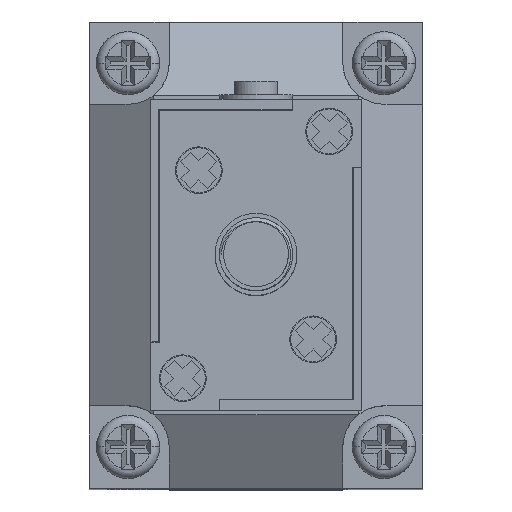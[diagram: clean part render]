
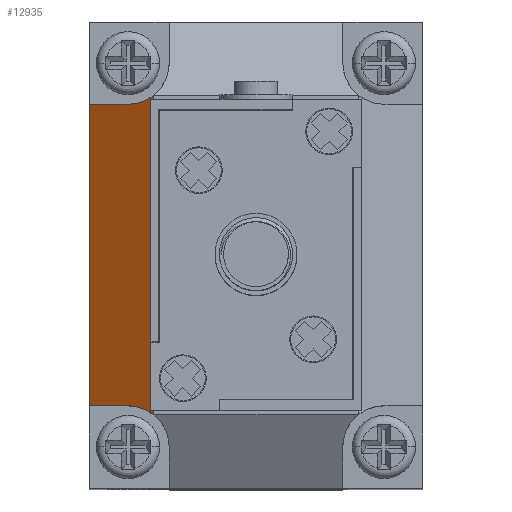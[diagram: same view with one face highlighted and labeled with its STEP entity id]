
A CAD part, top view. The second image highlights one B-rep face of the part: STEP entity #12935.
In plain terms, the highlighted planar face has unit normal (-0.581, 0, 0.814).
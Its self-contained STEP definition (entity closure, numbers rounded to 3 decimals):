
#426 = ORIENTED_EDGE ( 'NONE', *, *, #6454, .F. ) ;
#458 = ORIENTED_EDGE ( 'NONE', *, *, #6500, .F. ) ;
#461 = ORIENTED_EDGE ( 'NONE', *, *, #6497, .F. ) ;
#513 = ORIENTED_EDGE ( 'NONE', *, *, #6466, .F. ) ;
#563 = ORIENTED_EDGE ( 'NONE', *, *, #6467, .F. ) ;
#659 = ORIENTED_EDGE ( 'NONE', *, *, #6457, .F. ) ;
#849 = EDGE_LOOP ( 'NONE', ( #513, #461, #426, #659, #458, #563 ) ) ;
#1629 = VERTEX_POINT ( 'NONE', #1906 ) ;
#1635 = VERTEX_POINT ( 'NONE', #1912 ) ;
#1636 = VERTEX_POINT ( 'NONE', #1913 ) ;
#1637 = VERTEX_POINT ( 'NONE', #1914 ) ;
#1655 = VERTEX_POINT ( 'NONE', #1932 ) ;
#1659 = VERTEX_POINT ( 'NONE', #1936 ) ;
#1906 = CARTESIAN_POINT ( 'NONE',  ( -11.25, 8.062, 0. ) ) ;
#1912 = CARTESIAN_POINT ( 'NONE',  ( -11.25, 42.938, 0. ) ) ;
#1913 = CARTESIAN_POINT ( 'NONE',  ( -18.25, 9., -5. ) ) ;
#1914 = CARTESIAN_POINT ( 'NONE',  ( -18.25, 42., -5. ) ) ;
#1932 = CARTESIAN_POINT ( 'NONE',  ( -14., 42., -1.964 ) ) ;
#1936 = CARTESIAN_POINT ( 'NONE',  ( -14., 9., -1.964 ) ) ;
#4882 = LINE ( 'NONE', #8831, #4883 ) ;
#4883 = VECTOR ( 'NONE', #8832, 1000. ) ;
#4898 = LINE ( 'NONE', #8863, #4899 ) ;
#4899 = VECTOR ( 'NONE', #8864, 1000. ) ;
#4956 = LINE ( 'NONE', #8929, #4957 ) ;
#4957 = VECTOR ( 'NONE', #8930, 1000. ) ;
#4960 = LINE ( 'NONE', #8936, #4962 ) ;
#4962 = VECTOR ( 'NONE', #8937, 1000. ) ;
#6334 = PLANE ( 'NONE',  #9929 ) ;
#6335 = CARTESIAN_POINT ( 'NONE',  ( -11.25, 0., 0. ) ) ;
#6336 = DIRECTION ( 'NONE',  ( 0.581, 0., -0.814 ) ) ;
#6337 = DIRECTION ( 'NONE',  ( -0.814, 0., -0.581 ) ) ;
#6454 = EDGE_CURVE ( 'NONE', #1659, #1636, #4882, .T. ) ;
#6457 = EDGE_CURVE ( 'NONE', #1629, #1659, #10198, .T. ) ;
#6466 = EDGE_CURVE ( 'NONE', #1637, #1655, #4898, .T. ) ;
#6467 = EDGE_CURVE ( 'NONE', #1655, #1635, #10202, .T. ) ;
#6497 = EDGE_CURVE ( 'NONE', #1636, #1637, #4956, .T. ) ;
#6500 = EDGE_CURVE ( 'NONE', #1635, #1629, #4960, .T. ) ;
#8831 = CARTESIAN_POINT ( 'NONE',  ( -11.25, 9., 0. ) ) ;
#8832 = DIRECTION ( 'NONE',  ( -0.814, 0., -0.581 ) ) ;
#8837 = CARTESIAN_POINT ( 'NONE',  ( -11.25, 8.062, 0. ) ) ;
#8838 = CARTESIAN_POINT ( 'NONE',  ( -12.045, 8.676, -0.568 ) ) ;
#8839 = CARTESIAN_POINT ( 'NONE',  ( -12.996, 9., -1.247 ) ) ;
#8840 = CARTESIAN_POINT ( 'NONE',  ( -14., 9., -1.964 ) ) ;
#8863 = CARTESIAN_POINT ( 'NONE',  ( -11.25, 42., 0. ) ) ;
#8864 = DIRECTION ( 'NONE',  ( 0.814, 0., 0.581 ) ) ;
#8865 = CARTESIAN_POINT ( 'NONE',  ( -14., 42., -1.964 ) ) ;
#8866 = CARTESIAN_POINT ( 'NONE',  ( -12.996, 42., -1.247 ) ) ;
#8867 = CARTESIAN_POINT ( 'NONE',  ( -12.045, 42.324, -0.568 ) ) ;
#8868 = CARTESIAN_POINT ( 'NONE',  ( -11.25, 42.938, 0. ) ) ;
#8929 = CARTESIAN_POINT ( 'NONE',  ( -18.25, 51., -5. ) ) ;
#8930 = DIRECTION ( 'NONE',  ( 0., 1., 0. ) ) ;
#8936 = CARTESIAN_POINT ( 'NONE',  ( -11.25, 0., 0. ) ) ;
#8937 = DIRECTION ( 'NONE',  ( 0., -1., 0. ) ) ;
#9929 = AXIS2_PLACEMENT_3D ( 'NONE', #6335, #6336, #6337 ) ;
#10198 =( BOUNDED_CURVE ( )  B_SPLINE_CURVE ( 3, ( #8837, #8838, #8839, #8840 ),
 .UNSPECIFIED., .F., .F. ) 
 B_SPLINE_CURVE_WITH_KNOTS ( ( 4, 4 ),
 ( 0.913, 1.571 ),
 .UNSPECIFIED. ) 
 CURVE ( )  GEOMETRIC_REPRESENTATION_ITEM ( )  RATIONAL_B_SPLINE_CURVE ( ( 1., 0.964, 0.964, 1. ) ) 
 REPRESENTATION_ITEM ( '' )  );
#10202 =( BOUNDED_CURVE ( )  B_SPLINE_CURVE ( 3, ( #8865, #8866, #8867, #8868 ),
 .UNSPECIFIED., .F., .F. ) 
 B_SPLINE_CURVE_WITH_KNOTS ( ( 4, 4 ),
 ( 4.712, 5.37 ),
 .UNSPECIFIED. ) 
 CURVE ( )  GEOMETRIC_REPRESENTATION_ITEM ( )  RATIONAL_B_SPLINE_CURVE ( ( 1., 0.964, 0.964, 1. ) ) 
 REPRESENTATION_ITEM ( '' )  );
#12239 = FACE_OUTER_BOUND ( 'NONE', #849, .T. ) ;
#12935 = ADVANCED_FACE ( 'NONE', ( #12239 ), #6334, .F. ) ;
